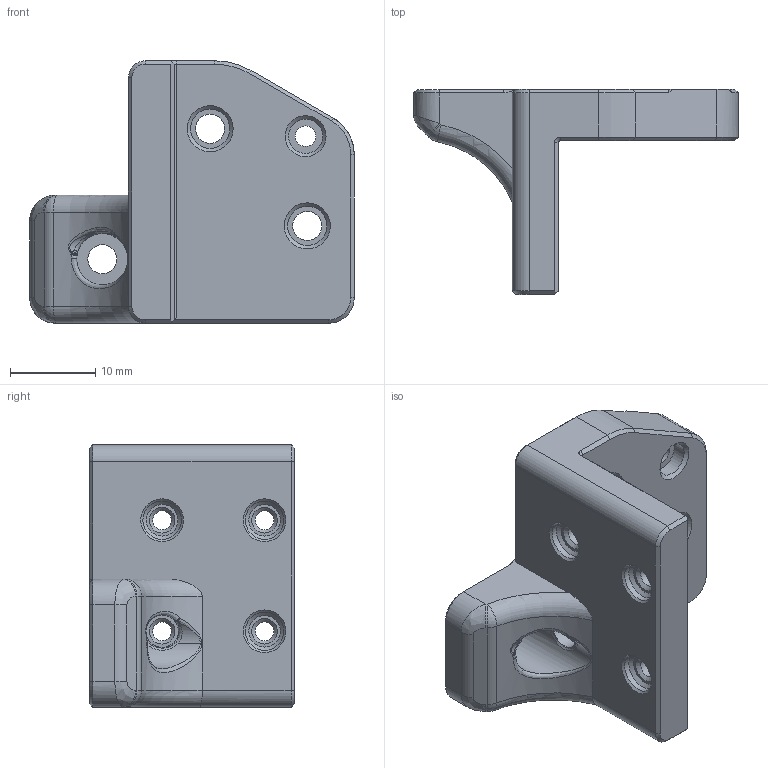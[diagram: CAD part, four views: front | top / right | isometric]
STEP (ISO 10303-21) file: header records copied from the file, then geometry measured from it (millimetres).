
FILE_DESCRIPTION(/* description */ (''),/* implementation_level */ '2;1');
FILE_NAME(/* name */ 'XY_Joint_Right_Beefy_Lower_x1.step',/* time_stamp */ '2022-03-26T16:40:50-07:00',/* author */ (''),/* organization */ (''),/* preprocessor_version */ 'ST-DEVELOPER v18.1',/* originating_system */ 'Autodesk Translation Framework v10.13.0.1454',/* authorisation */ '');
FILE_SCHEMA (('AUTOMOTIVE_DESIGN { 1 0 10303 214 3 1 1 }'));
Length unit declared in the file: millimetre
Products named in the file (1): XY_Joint_Right-1
Bounding box: 38 x 24 x 30.74 mm (x, y, z)
Volume: 8101.7 mm3; surface area: 4151.7 mm2
Topology: 1 solids, 1 shells, 125 faces, 301 edges, 185 vertices
Faces by surface type: plane 39, cone 35, cylinder 30, bspline 17, torus 2, sphere 2
Full cylindrical faces by diameter (mm): 2.2 x4, 2.4 x1, 3.4 x3, 3.8 x1, 4 x1, 4.5 x3, 4.6 x2, 6 x1
Entity records: 7189 total; most frequent: CARTESIAN_POINT 4264, ORIENTED_EDGE 602, DIRECTION 584, EDGE_CURVE 301, AXIS2_PLACEMENT_3D 225, VERTEX_POINT 185, EDGE_LOOP 148, LINE 134
